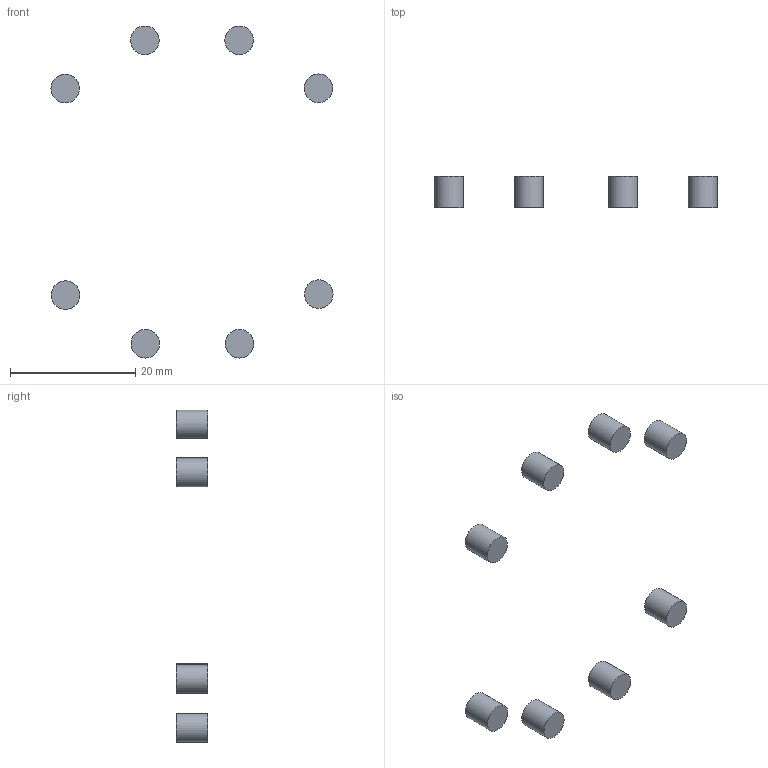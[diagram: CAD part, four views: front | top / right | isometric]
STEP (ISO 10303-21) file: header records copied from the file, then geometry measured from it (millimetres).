
FILE_DESCRIPTION(/* description */ (''),/* implementation_level */ '2;1');
FILE_NAME(/* name */ 'tongyu_button 2.step',/* time_stamp */ '2025-07-13T05:22:23-07:00',/* author */ (''),/* organization */ (''),/* preprocessor_version */ 'ST-DEVELOPER v20.1',/* originating_system */ 'Autodesk Translation Framework v14.10.0.0',/* authorisation */ '');
FILE_SCHEMA (('AUTOMOTIVE_DESIGN { 1 0 10303 214 3 1 1 }'));
Length unit declared in the file: millimetre
Products named in the file (1): minimaimai
Bounding box: 45.12 x 5 x 53.1 mm (x, y, z)
Volume: 656.3 mm3; surface area: 836.9 mm2
Topology: 8 solids, 8 shells, 24 faces, 24 edges, 16 vertices
Faces by surface type: plane 16, cylinder 8
Full cylindrical faces by diameter (mm): 4.571 x8
Entity records: 459 total; most frequent: DIRECTION 90, CARTESIAN_POINT 65, ORIENTED_EDGE 48, AXIS2_PLACEMENT_3D 41, FACE_OUTER_BOUND 24, EDGE_LOOP 24, EDGE_CURVE 24, ADVANCED_FACE 24
